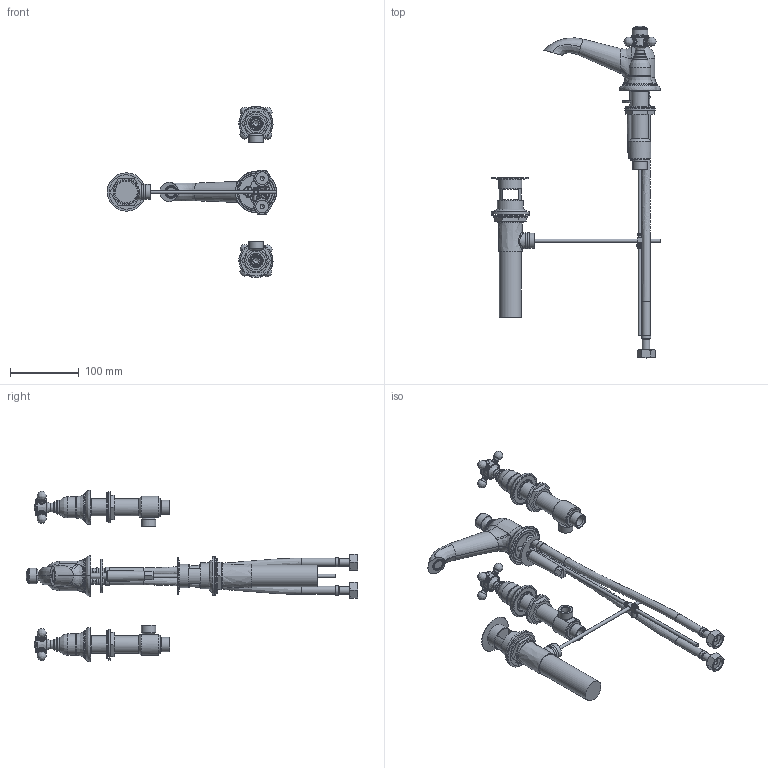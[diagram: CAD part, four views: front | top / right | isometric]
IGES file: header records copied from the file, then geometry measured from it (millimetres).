
Global section: file name: V2KA11-X; native system: Autodesk Inventor 2020; preprocessor: unknown; author: adaniels; date: 20200521.085840; units: millimetre
Bounding box: 247.25 x 483.91 x 249.9 mm (x, y, z)
Volume: 643507.7 mm3; surface area: 237921 mm2
Topology: 47 solids, 48 shells, 1767 faces, 4615 edges, 3072 vertices
Faces by surface type: bspline 1757, offset 10
